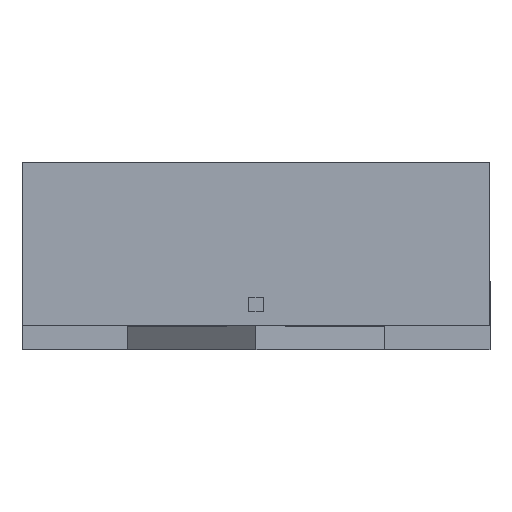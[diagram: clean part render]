
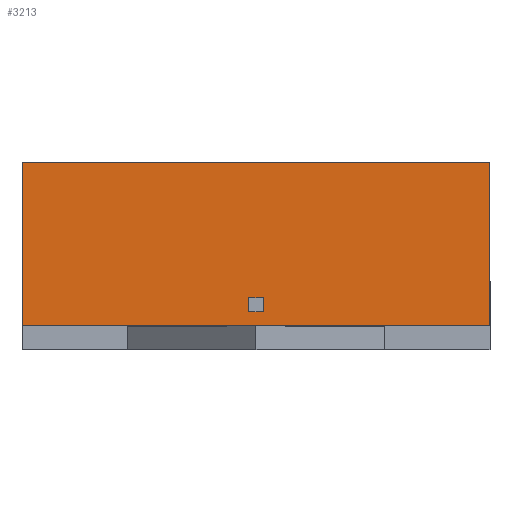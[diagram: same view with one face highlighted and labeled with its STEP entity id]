
A CAD part, top view. The second image highlights one B-rep face of the part: STEP entity #3213.
In plain terms, the highlighted planar face has unit normal (0, 0, 1).
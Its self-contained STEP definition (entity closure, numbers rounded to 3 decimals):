
#23 = CARTESIAN_POINT ( 'NONE',  ( -0.015, 0.08, 0.5 ) ) ;
#61 = DIRECTION ( 'NONE',  ( 0., 0., -1. ) ) ;
#94 = CARTESIAN_POINT ( 'NONE',  ( -0.015, 0.08, 0.5 ) ) ;
#284 = ORIENTED_EDGE ( 'NONE', *, *, #4359, .F. ) ;
#307 = LINE ( 'NONE', #422, #4200 ) ;
#363 = CARTESIAN_POINT ( 'NONE',  ( 0.015, 0.11, 0.5 ) ) ;
#422 = CARTESIAN_POINT ( 'NONE',  ( -0.015, 0.08, 0.5 ) ) ;
#480 = EDGE_LOOP ( 'NONE', ( #4265, #4392, #1615, #3943 ) ) ;
#646 = PLANE ( 'NONE',  #1984 ) ;
#744 = CARTESIAN_POINT ( 'NONE',  ( -0.5, 2.214, 0.5 ) ) ;
#822 = EDGE_CURVE ( 'NONE', #1321, #2441, #3914, .T. ) ;
#994 = CARTESIAN_POINT ( 'NONE',  ( 0.015, 0.08, 0.5 ) ) ;
#1067 = CARTESIAN_POINT ( 'NONE',  ( -0.015, 0.11, 0.5 ) ) ;
#1069 = VERTEX_POINT ( 'NONE', #94 ) ;
#1140 = DIRECTION ( 'NONE',  ( 1., 0., 0. ) ) ;
#1246 = ORIENTED_EDGE ( 'NONE', *, *, #4344, .F. ) ;
#1321 = VERTEX_POINT ( 'NONE', #3576 ) ;
#1419 = CARTESIAN_POINT ( 'NONE',  ( 0.5, 2.214, 0.5 ) ) ;
#1499 = VERTEX_POINT ( 'NONE', #363 ) ;
#1615 = ORIENTED_EDGE ( 'NONE', *, *, #3385, .T. ) ;
#1662 = LINE ( 'NONE', #23, #2458 ) ;
#1717 = VECTOR ( 'NONE', #3446, 1000. ) ;
#1869 = FACE_OUTER_BOUND ( 'NONE', #480, .T. ) ;
#1960 = CARTESIAN_POINT ( 'NONE',  ( -0.5, 0.05, 0.5 ) ) ;
#1964 = ORIENTED_EDGE ( 'NONE', *, *, #2601, .F. ) ;
#1984 = AXIS2_PLACEMENT_3D ( 'NONE', #744, #61, #2404 ) ;
#2003 = VERTEX_POINT ( 'NONE', #2071 ) ;
#2071 = CARTESIAN_POINT ( 'NONE',  ( 0.015, 0.08, 0.5 ) ) ;
#2083 = LINE ( 'NONE', #1419, #3917 ) ;
#2084 = VECTOR ( 'NONE', #3433, 1000. ) ;
#2182 = EDGE_CURVE ( 'NONE', #4411, #1069, #307, .T. ) ;
#2287 = FACE_BOUND ( 'NONE', #2473, .T. ) ;
#2404 = DIRECTION ( 'NONE',  ( -1., 0., 0. ) ) ;
#2441 = VERTEX_POINT ( 'NONE', #2683 ) ;
#2449 = DIRECTION ( 'NONE',  ( 1., 0., 0. ) ) ;
#2458 = VECTOR ( 'NONE', #2449, 1000. ) ;
#2473 = EDGE_LOOP ( 'NONE', ( #284, #1964, #1246, #2778 ) ) ;
#2601 = EDGE_CURVE ( 'NONE', #2003, #1499, #2635, .T. ) ;
#2624 = EDGE_CURVE ( 'NONE', #1321, #3932, #3016, .T. ) ;
#2635 = LINE ( 'NONE', #994, #1717 ) ;
#2645 = CARTESIAN_POINT ( 'NONE',  ( -0.5, 0.4, 0.5 ) ) ;
#2683 = CARTESIAN_POINT ( 'NONE',  ( 0.5, 0.4, 0.5 ) ) ;
#2718 = LINE ( 'NONE', #3587, #2981 ) ;
#2723 = CARTESIAN_POINT ( 'NONE',  ( -0.5, 2.214, 0.5 ) ) ;
#2778 = ORIENTED_EDGE ( 'NONE', *, *, #2182, .F. ) ;
#2900 = CARTESIAN_POINT ( 'NONE',  ( -0.015, 0.11, 0.5 ) ) ;
#2981 = VECTOR ( 'NONE', #1140, 1000. ) ;
#3014 = VECTOR ( 'NONE', #3696, 1000. ) ;
#3016 = LINE ( 'NONE', #2723, #2084 ) ;
#3191 = DIRECTION ( 'NONE',  ( -1., 0., 0. ) ) ;
#3198 = DIRECTION ( 'NONE',  ( 0., -1., 0. ) ) ;
#3213 = ADVANCED_FACE ( 'NONE', ( #2287, #1869 ), #646, .F. ) ;
#3385 = EDGE_CURVE ( 'NONE', #3932, #4435, #2718, .T. ) ;
#3393 = LINE ( 'NONE', #1067, #3921 ) ;
#3433 = DIRECTION ( 'NONE',  ( 0., -1., 0. ) ) ;
#3446 = DIRECTION ( 'NONE',  ( 0., 1., 0. ) ) ;
#3576 = CARTESIAN_POINT ( 'NONE',  ( -0.5, 0.4, 0.5 ) ) ;
#3587 = CARTESIAN_POINT ( 'NONE',  ( -0.5, 0.05, 0.5 ) ) ;
#3696 = DIRECTION ( 'NONE',  ( 1., 0., 0. ) ) ;
#3838 = DIRECTION ( 'NONE',  ( 0., -1., 0. ) ) ;
#3914 = LINE ( 'NONE', #2645, #3014 ) ;
#3917 = VECTOR ( 'NONE', #3838, 1000. ) ;
#3921 = VECTOR ( 'NONE', #3191, 1000. ) ;
#3932 = VERTEX_POINT ( 'NONE', #1960 ) ;
#3943 = ORIENTED_EDGE ( 'NONE', *, *, #4370, .F. ) ;
#4200 = VECTOR ( 'NONE', #3198, 1000. ) ;
#4265 = ORIENTED_EDGE ( 'NONE', *, *, #822, .F. ) ;
#4280 = CARTESIAN_POINT ( 'NONE',  ( 0.5, 0.05, 0.5 ) ) ;
#4344 = EDGE_CURVE ( 'NONE', #1069, #2003, #1662, .T. ) ;
#4359 = EDGE_CURVE ( 'NONE', #1499, #4411, #3393, .T. ) ;
#4370 = EDGE_CURVE ( 'NONE', #2441, #4435, #2083, .T. ) ;
#4392 = ORIENTED_EDGE ( 'NONE', *, *, #2624, .T. ) ;
#4411 = VERTEX_POINT ( 'NONE', #2900 ) ;
#4435 = VERTEX_POINT ( 'NONE', #4280 ) ;
